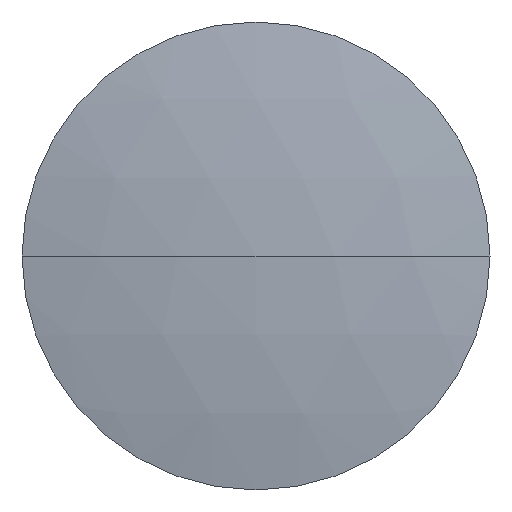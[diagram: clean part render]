
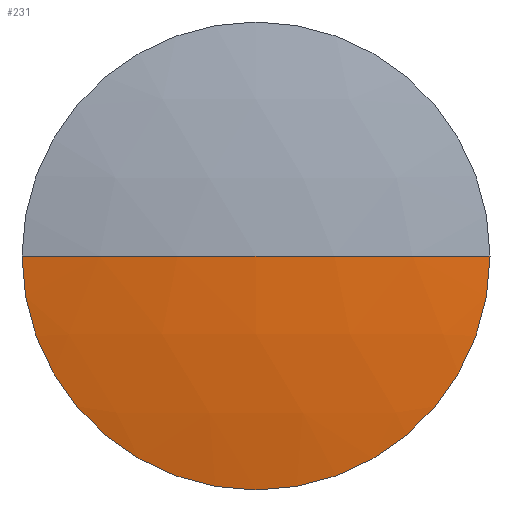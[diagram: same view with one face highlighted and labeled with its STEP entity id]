
A CAD part, left-side view. The second image highlights one B-rep face of the part: STEP entity #231.
In plain terms, the highlighted spherical face has radius 65.139 mm.
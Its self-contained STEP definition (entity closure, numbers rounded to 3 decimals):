
#4 = DIRECTION ( 'NONE',  ( 0., 0., -1. ) ) ;
#17 = CIRCLE ( 'NONE', #291, 12.7 ) ;
#31 = AXIS2_PLACEMENT_3D ( 'NONE', #313, #345, #315 ) ;
#37 = AXIS2_PLACEMENT_3D ( 'NONE', #251, #91, #194 ) ;
#41 = ORIENTED_EDGE ( 'NONE', *, *, #195, .T. ) ;
#62 = DIRECTION ( 'NONE',  ( 0., 0., 1. ) ) ;
#63 = DIRECTION ( 'NONE',  ( 0., 0., 1. ) ) ;
#69 = CIRCLE ( 'NONE', #37, 65.139 ) ;
#71 = EDGE_CURVE ( 'NONE', #199, #307, #17, .T. ) ;
#73 = ORIENTED_EDGE ( 'NONE', *, *, #112, .T. ) ;
#76 = CARTESIAN_POINT ( 'NONE',  ( 85.459, 35.916, 0. ) ) ;
#78 = EDGE_CURVE ( 'NONE', #255, #156, #137, .T. ) ;
#91 = DIRECTION ( 'NONE',  ( 0., 0., -1. ) ) ;
#109 = ORIENTED_EDGE ( 'NONE', *, *, #71, .T. ) ;
#112 = EDGE_CURVE ( 'NONE', #307, #156, #69, .T. ) ;
#119 = FACE_OUTER_BOUND ( 'NONE', #232, .T. ) ;
#123 = CARTESIAN_POINT ( 'NONE',  ( 85.459, 61.316, 0. ) ) ;
#137 = CIRCLE ( 'NONE', #331, 65.139 ) ;
#146 = CIRCLE ( 'NONE', #31, 12.7 ) ;
#156 = VERTEX_POINT ( 'NONE', #253 ) ;
#168 = CARTESIAN_POINT ( 'NONE',  ( 149.347, 48.616, 0. ) ) ;
#190 = CARTESIAN_POINT ( 'NONE',  ( 85.459, 48.616, 0. ) ) ;
#194 = DIRECTION ( 'NONE',  ( 0., 1., 0. ) ) ;
#195 = EDGE_CURVE ( 'NONE', #255, #199, #146, .T. ) ;
#199 = VERTEX_POINT ( 'NONE', #282 ) ;
#208 = SPHERICAL_SURFACE ( 'NONE', #236, 65.139 ) ;
#212 = DIRECTION ( 'NONE',  ( -1., 0., 0. ) ) ;
#231 = ADVANCED_FACE ( 'NONE', ( #119 ), #208, .T. ) ;
#232 = EDGE_LOOP ( 'NONE', ( #41, #109, #73, #317 ) ) ;
#236 = AXIS2_PLACEMENT_3D ( 'NONE', #280, #4, #320 ) ;
#251 = CARTESIAN_POINT ( 'NONE',  ( 149.347, 48.616, 0. ) ) ;
#253 = CARTESIAN_POINT ( 'NONE',  ( 84.208, 48.616, 0. ) ) ;
#255 = VERTEX_POINT ( 'NONE', #123 ) ;
#267 = DIRECTION ( 'NONE',  ( 1., 0., 0. ) ) ;
#280 = CARTESIAN_POINT ( 'NONE',  ( 149.347, 48.616, 0. ) ) ;
#282 = CARTESIAN_POINT ( 'NONE',  ( 85.459, 48.616, -12.7 ) ) ;
#291 = AXIS2_PLACEMENT_3D ( 'NONE', #190, #212, #63 ) ;
#307 = VERTEX_POINT ( 'NONE', #76 ) ;
#313 = CARTESIAN_POINT ( 'NONE',  ( 85.459, 48.616, 0. ) ) ;
#315 = DIRECTION ( 'NONE',  ( 0., 0., 1. ) ) ;
#317 = ORIENTED_EDGE ( 'NONE', *, *, #78, .F. ) ;
#320 = DIRECTION ( 'NONE',  ( 0., 1., 0. ) ) ;
#331 = AXIS2_PLACEMENT_3D ( 'NONE', #168, #62, #267 ) ;
#345 = DIRECTION ( 'NONE',  ( -1., 0., 0. ) ) ;
